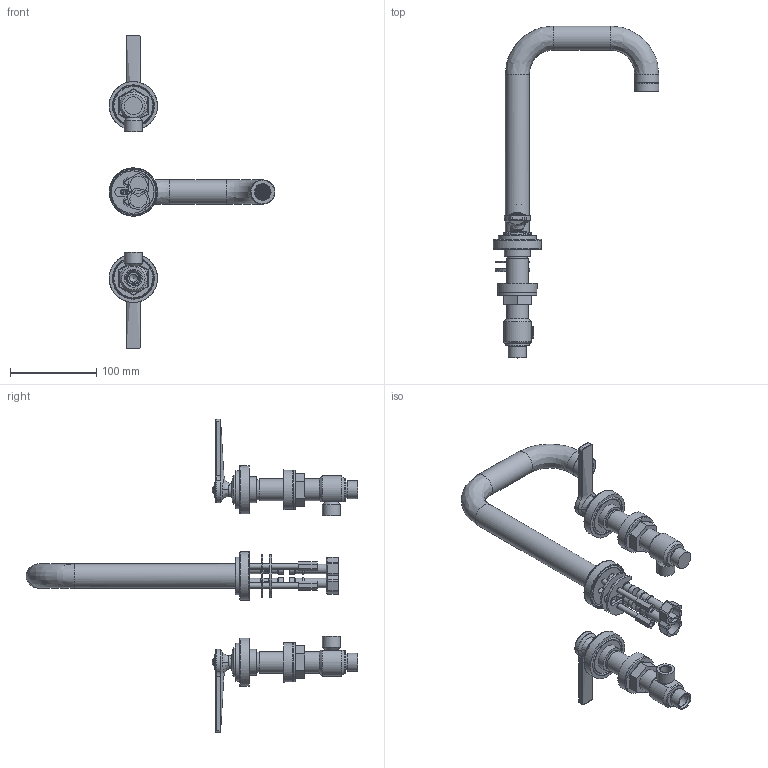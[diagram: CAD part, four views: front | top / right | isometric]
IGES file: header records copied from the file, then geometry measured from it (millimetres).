
Global section: file name: V7K16-LF-NP; native system: Autodesk Inventor 2018; preprocessor: unknown; author: aduggalther; date: 20180910.150201; units: millimetre
Bounding box: 192 x 384.8 x 363.83 mm (x, y, z)
Volume: 439142.6 mm3; surface area: 229216.4 mm2
Topology: 50 solids, 50 shells, 2619 faces, 6792 edges, 4388 vertices
Faces by surface type: bspline 2619
